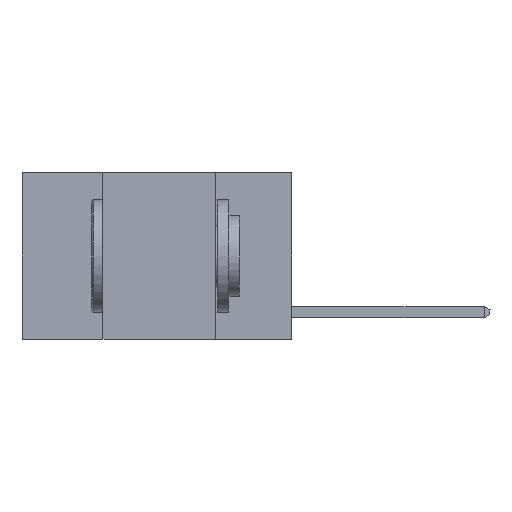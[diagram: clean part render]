
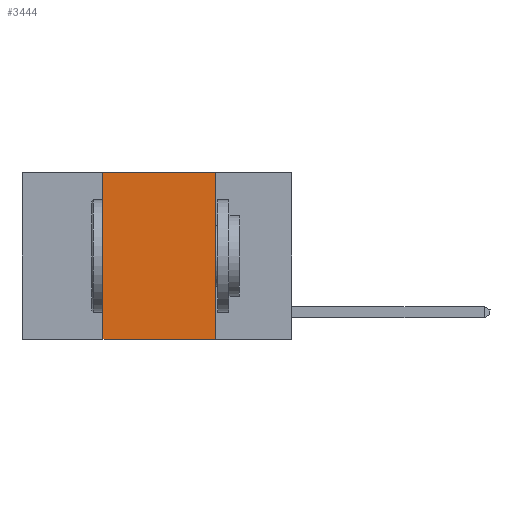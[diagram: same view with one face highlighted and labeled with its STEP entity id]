
A CAD part, left-side view. The second image highlights one B-rep face of the part: STEP entity #3444.
In plain terms, the highlighted planar face has unit normal (-1, 0, 0).
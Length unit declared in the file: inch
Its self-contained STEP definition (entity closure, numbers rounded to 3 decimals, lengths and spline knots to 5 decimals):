
#562 = VECTOR ( 'NONE', #11556, 39.37008 ) ;
#923 = ORIENTED_EDGE ( 'NONE', *, *, #6158, .F. ) ;
#1648 = VERTEX_POINT ( 'NONE', #5476 ) ;
#1698 = CARTESIAN_POINT ( 'NONE',  ( 0., 0.42, 0. ) ) ;
#1909 = DIRECTION ( 'NONE',  ( 0., -1., 0. ) ) ;
#1926 = EDGE_LOOP ( 'NONE', ( #923, #12085, #9859, #6038 ) ) ;
#2406 = VECTOR ( 'NONE', #1909, 39.37008 ) ;
#2886 = VECTOR ( 'NONE', #4293, 39.37008 ) ;
#3299 = CARTESIAN_POINT ( 'NONE',  ( 0., 0.6, 0. ) ) ;
#3444 = ADVANCED_FACE ( 'NONE', ( #3703 ), #5835, .F. ) ;
#3703 = FACE_OUTER_BOUND ( 'NONE', #1926, .T. ) ;
#4074 = CARTESIAN_POINT ( 'NONE',  ( 0., 0.17, -0.37 ) ) ;
#4293 = DIRECTION ( 'NONE',  ( 0., -1., 0. ) ) ;
#4935 = CARTESIAN_POINT ( 'NONE',  ( 0., 0.17, 0. ) ) ;
#5094 = VERTEX_POINT ( 'NONE', #4074 ) ;
#5203 = AXIS2_PLACEMENT_3D ( 'NONE', #5933, #5920, #5879 ) ;
#5476 = CARTESIAN_POINT ( 'NONE',  ( 0., 0.17, 0. ) ) ;
#5835 = PLANE ( 'NONE',  #5203 ) ;
#5853 = CARTESIAN_POINT ( 'NONE',  ( 0., 0.6, -0.37 ) ) ;
#5879 = DIRECTION ( 'NONE',  ( 0., 0., -1. ) ) ;
#5920 = DIRECTION ( 'NONE',  ( 1., 0., 0. ) ) ;
#5933 = CARTESIAN_POINT ( 'NONE',  ( 0., 0.6, 0. ) ) ;
#6038 = ORIENTED_EDGE ( 'NONE', *, *, #7815, .T. ) ;
#6097 = CARTESIAN_POINT ( 'NONE',  ( 0., 0.42, 0. ) ) ;
#6158 = EDGE_CURVE ( 'NONE', #1648, #5094, #6778, .T. ) ;
#6167 = VERTEX_POINT ( 'NONE', #12780 ) ;
#6657 = EDGE_CURVE ( 'NONE', #6167, #12121, #8772, .T. ) ;
#6778 = LINE ( 'NONE', #4935, #11690 ) ;
#7112 = EDGE_CURVE ( 'NONE', #12121, #1648, #11052, .T. ) ;
#7815 = EDGE_CURVE ( 'NONE', #6167, #5094, #12247, .T. ) ;
#8772 = LINE ( 'NONE', #1698, #562 ) ;
#9859 = ORIENTED_EDGE ( 'NONE', *, *, #6657, .F. ) ;
#10820 = DIRECTION ( 'NONE',  ( 0., 0., -1. ) ) ;
#11052 = LINE ( 'NONE', #3299, #2886 ) ;
#11556 = DIRECTION ( 'NONE',  ( 0., 0., 1. ) ) ;
#11690 = VECTOR ( 'NONE', #10820, 39.37008 ) ;
#12085 = ORIENTED_EDGE ( 'NONE', *, *, #7112, .F. ) ;
#12121 = VERTEX_POINT ( 'NONE', #6097 ) ;
#12247 = LINE ( 'NONE', #5853, #2406 ) ;
#12780 = CARTESIAN_POINT ( 'NONE',  ( 0., 0.42, -0.37 ) ) ;
